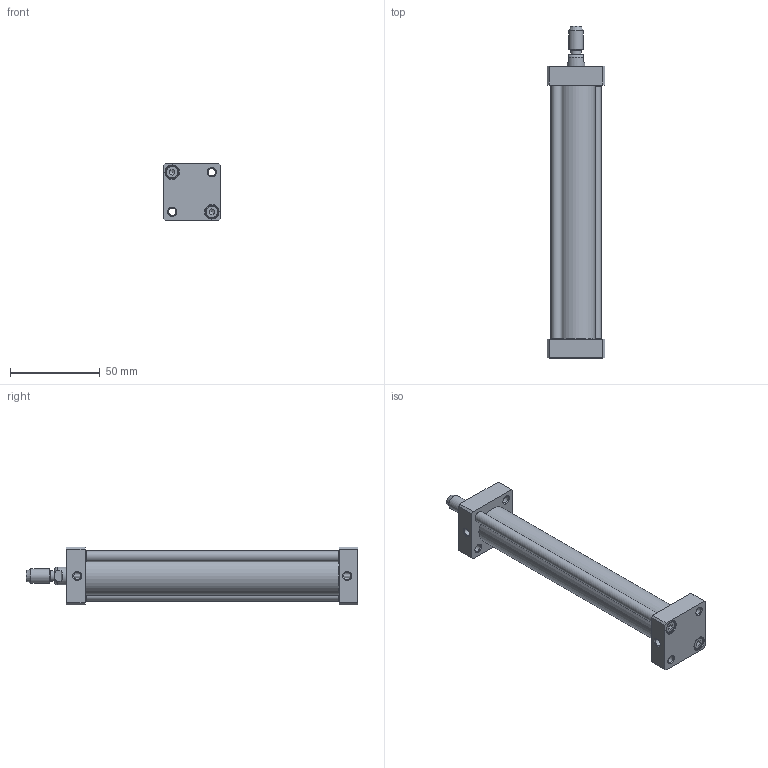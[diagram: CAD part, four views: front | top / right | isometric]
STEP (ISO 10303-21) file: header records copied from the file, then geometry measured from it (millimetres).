
FILE_DESCRIPTION((''),'2;1');
FILE_NAME('XDM020.125.GS.M.stp','2014-03-14T14:31:48',('carlo.corazza'),(''),'Autodesk Inventor 2012','Autodesk Inventor 2012','');
FILE_SCHEMA(('AUTOMOTIVE_DESIGN { 1 0 10303 214 1 1 1 1 }'));
Length unit declared in the file: millimetre
Products named in the file (6): XDM020..GS.M; TP; TA; TIRANTE-125; CORPO-125; STELO-125
Assembly tree (6 placements, depth 2):
  XDM020..GS.M
    TP
    TA
    TIRANTE-125  x2
    CORPO-125
    STELO-125
Bounding box: 32 x 184.7 x 32 mm (x, y, z)
Volume: 45102.3 mm3; surface area: 38528 mm2
Topology: 6 solids, 7 shells, 169 faces, 380 edges, 232 vertices
Faces by surface type: plane 69, cone 55, cylinder 34, torus 11
Full cylindrical faces by diameter (mm): 1.75 x2, 3.242 x4, 4.134 x7, 6 x3, 7 x4, 7.5 x4, 8 x2, 10 x1, 10.48 x1, 11.4 x1, 12 x1, 13.84 x1, 14 x1, 20 x1, 21.3 x1
Entity records: 4289 total; most frequent: CARTESIAN_POINT 872, DIRECTION 664, ORIENTED_EDGE 494, AXIS2_PLACEMENT_3D 281, EDGE_LOOP 272, EDGE_CURVE 247, VERTEX_POINT 199, FACE_OUTER_BOUND 158
